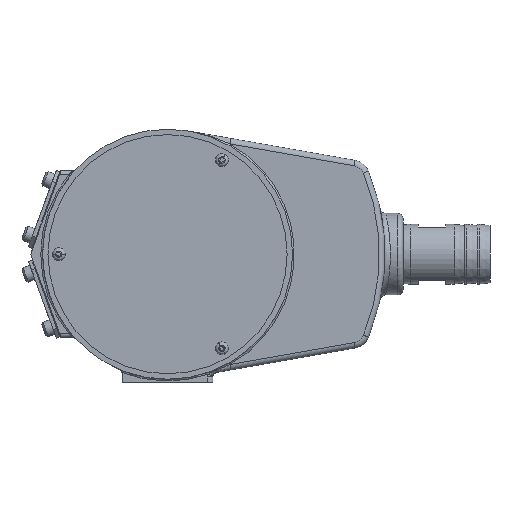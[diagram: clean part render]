
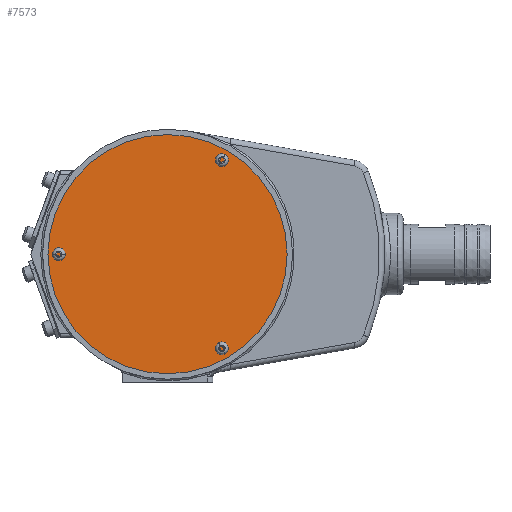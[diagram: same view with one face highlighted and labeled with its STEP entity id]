
A CAD part, left-side view. The second image highlights one B-rep face of the part: STEP entity #7573.
In plain terms, the highlighted planar face has unit normal (-1, 0, 0).
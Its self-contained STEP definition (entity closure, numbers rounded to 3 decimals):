
#696 = VERTEX_POINT ( 'NONE', #5091 ) ;
#2472 = EDGE_LOOP ( 'NONE', ( #4920, #10577 ) ) ;
#2784 = EDGE_CURVE ( 'NONE', #6015, #696, #9986, .T. ) ;
#4363 = CARTESIAN_POINT ( 'NONE',  ( 0., 0., 0. ) ) ;
#4755 = CARTESIAN_POINT ( 'NONE',  ( 0., 0., 0. ) ) ;
#4920 = ORIENTED_EDGE ( 'NONE', *, *, #5771, .F. ) ;
#5012 = DIRECTION ( 'NONE',  ( 1., 0., 0. ) ) ;
#5091 = CARTESIAN_POINT ( 'NONE',  ( 0., 0., 66. ) ) ;
#5243 = DIRECTION ( 'NONE',  ( 0., 0., -1. ) ) ;
#5623 = DIRECTION ( 'NONE',  ( 0., 0., -1. ) ) ;
#5771 = EDGE_CURVE ( 'NONE', #696, #6015, #8302, .T. ) ;
#6015 = VERTEX_POINT ( 'NONE', #6770 ) ;
#6163 = AXIS2_PLACEMENT_3D ( 'NONE', #4363, #10426, #5243 ) ;
#6287 = AXIS2_PLACEMENT_3D ( 'NONE', #4755, #10802, #5623 ) ;
#6770 = CARTESIAN_POINT ( 'NONE',  ( 0., 0., -66. ) ) ;
#7573 = ADVANCED_FACE ( 'NONE', ( #8811 ), #11257, .F. ) ;
#8302 = CIRCLE ( 'NONE', #6287, 66. ) ;
#8811 = FACE_OUTER_BOUND ( 'NONE', #2472, .T. ) ;
#9986 = CIRCLE ( 'NONE', #11248, 66. ) ;
#10197 = CARTESIAN_POINT ( 'NONE',  ( 0., 0., 0. ) ) ;
#10426 = DIRECTION ( 'NONE',  ( 1., 0., 0. ) ) ;
#10577 = ORIENTED_EDGE ( 'NONE', *, *, #2784, .F. ) ;
#10802 = DIRECTION ( 'NONE',  ( 1., 0., 0. ) ) ;
#11055 = DIRECTION ( 'NONE',  ( 0., 0., -1. ) ) ;
#11248 = AXIS2_PLACEMENT_3D ( 'NONE', #10197, #5012, #11055 ) ;
#11257 = PLANE ( 'NONE',  #6163 ) ;
